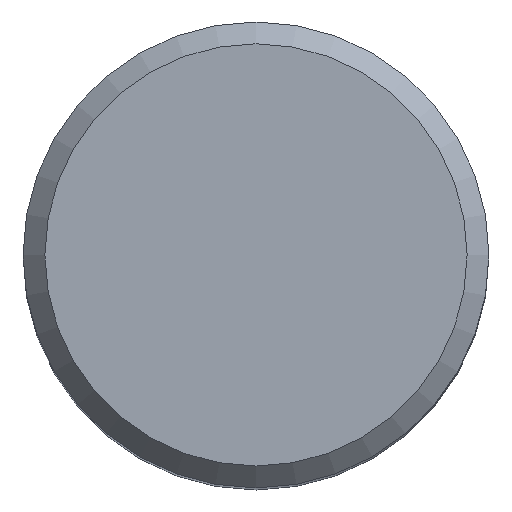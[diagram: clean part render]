
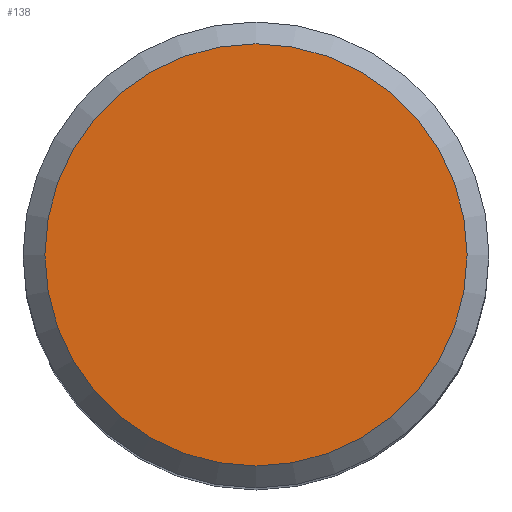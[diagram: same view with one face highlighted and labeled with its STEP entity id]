
A CAD part, top view. The second image highlights one B-rep face of the part: STEP entity #138.
In plain terms, the highlighted planar face has unit normal (0, 0, 1).
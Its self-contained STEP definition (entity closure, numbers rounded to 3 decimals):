
#91=PLANE('',#461);
#93=FACE_OUTER_BOUND('',#243,.T.);
#138=ADVANCED_FACE('',(#93),#91,.T.);
#243=EDGE_LOOP('',(#287));
#287=ORIENTED_EDGE('',*,*,#340,.T.);
#318=VERTEX_POINT('',#763);
#340=EDGE_CURVE('',#318,#318,#361,.T.);
#361=CIRCLE('',#460,14.5);
#460=AXIS2_PLACEMENT_3D('',#762,#542,#543);
#461=AXIS2_PLACEMENT_3D('',#764,#544,#545);
#542=DIRECTION('',(0.,0.,1.));
#543=DIRECTION('',(1.,0.,0.));
#544=DIRECTION('',(0.,0.,1.));
#545=DIRECTION('',(1.,0.,0.));
#762=CARTESIAN_POINT('',(0.,0.,36.));
#763=CARTESIAN_POINT('',(14.5,0.,36.));
#764=CARTESIAN_POINT('',(16.,0.,36.));
